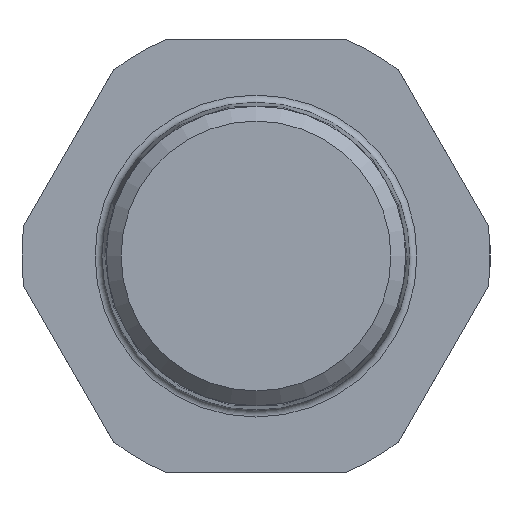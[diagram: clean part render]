
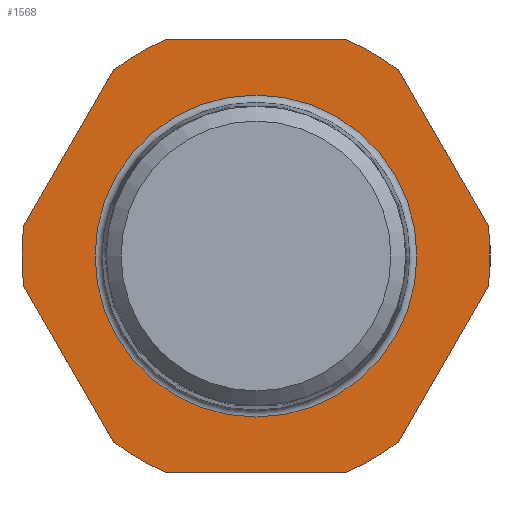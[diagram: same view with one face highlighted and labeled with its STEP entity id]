
A CAD part, left-side view. The second image highlights one B-rep face of the part: STEP entity #1568.
In plain terms, the highlighted planar face has unit normal (-1, 0, 0).
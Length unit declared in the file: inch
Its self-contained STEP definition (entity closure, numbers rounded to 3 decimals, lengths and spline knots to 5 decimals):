
#23=FACE_BOUND('',#386,.T.);
#120=LINE('',#3278,#179);
#123=LINE('',#3304,#182);
#126=LINE('',#3330,#185);
#129=LINE('',#3356,#188);
#132=LINE('',#3374,#191);
#135=LINE('',#3411,#194);
#179=VECTOR('',#2167,0.3937);
#182=VECTOR('',#2172,0.3937);
#185=VECTOR('',#2177,0.3937);
#188=VECTOR('',#2182,0.3937);
#191=VECTOR('',#2187,0.3937);
#194=VECTOR('',#2192,0.3937);
#300=FACE_OUTER_BOUND('',#385,.T.);
#385=EDGE_LOOP('',(#1308,#1309,#1310,#1311,#1312,#1313,#1314,#1315,#1316,
#1317,#1318,#1319));
#386=EDGE_LOOP('',(#1320,#1321));
#495=CIRCLE('',#1766,0.63976);
#497=CIRCLE('',#1769,0.63976);
#498=CIRCLE('',#1771,0.63976);
#501=CIRCLE('',#1775,0.63976);
#502=CIRCLE('',#1777,0.63976);
#508=CIRCLE('',#1785,0.63976);
#509=CIRCLE('',#1786,0.43976);
#510=CIRCLE('',#1787,0.43976);
#648=VERTEX_POINT('',#3275);
#649=VERTEX_POINT('',#3277);
#652=VERTEX_POINT('',#3301);
#653=VERTEX_POINT('',#3303);
#656=VERTEX_POINT('',#3327);
#657=VERTEX_POINT('',#3329);
#660=VERTEX_POINT('',#3353);
#661=VERTEX_POINT('',#3355);
#664=VERTEX_POINT('',#3371);
#665=VERTEX_POINT('',#3373);
#669=VERTEX_POINT('',#3408);
#670=VERTEX_POINT('',#3410);
#673=VERTEX_POINT('',#3437);
#674=VERTEX_POINT('',#3438);
#857=EDGE_CURVE('',#649,#648,#120,.T.);
#861=EDGE_CURVE('',#653,#652,#123,.T.);
#865=EDGE_CURVE('',#657,#656,#126,.T.);
#869=EDGE_CURVE('',#661,#660,#129,.T.);
#873=EDGE_CURVE('',#665,#664,#132,.T.);
#878=EDGE_CURVE('',#670,#669,#135,.T.);
#881=EDGE_CURVE('',#670,#660,#495,.T.);
#883=EDGE_CURVE('',#661,#656,#497,.T.);
#884=EDGE_CURVE('',#653,#664,#498,.T.);
#887=EDGE_CURVE('',#657,#652,#501,.T.);
#888=EDGE_CURVE('',#649,#669,#502,.T.);
#894=EDGE_CURVE('',#665,#648,#508,.T.);
#895=EDGE_CURVE('',#673,#674,#509,.T.);
#896=EDGE_CURVE('',#674,#673,#510,.T.);
#1308=ORIENTED_EDGE('',*,*,#857,.T.);
#1309=ORIENTED_EDGE('',*,*,#894,.F.);
#1310=ORIENTED_EDGE('',*,*,#873,.T.);
#1311=ORIENTED_EDGE('',*,*,#884,.F.);
#1312=ORIENTED_EDGE('',*,*,#861,.T.);
#1313=ORIENTED_EDGE('',*,*,#887,.F.);
#1314=ORIENTED_EDGE('',*,*,#865,.T.);
#1315=ORIENTED_EDGE('',*,*,#883,.F.);
#1316=ORIENTED_EDGE('',*,*,#869,.T.);
#1317=ORIENTED_EDGE('',*,*,#881,.F.);
#1318=ORIENTED_EDGE('',*,*,#878,.T.);
#1319=ORIENTED_EDGE('',*,*,#888,.F.);
#1320=ORIENTED_EDGE('',*,*,#895,.T.);
#1321=ORIENTED_EDGE('',*,*,#896,.T.);
#1408=PLANE('',#1784);
#1568=ADVANCED_FACE('',(#300,#23),#1408,.T.);
#1766=AXIS2_PLACEMENT_3D('',#3415,#2198,#2199);
#1769=AXIS2_PLACEMENT_3D('',#3418,#2204,#2205);
#1771=AXIS2_PLACEMENT_3D('',#3420,#2208,#2209);
#1775=AXIS2_PLACEMENT_3D('',#3424,#2216,#2217);
#1777=AXIS2_PLACEMENT_3D('',#3426,#2220,#2221);
#1784=AXIS2_PLACEMENT_3D('',#3435,#2234,#2235);
#1785=AXIS2_PLACEMENT_3D('',#3436,#2236,#2237);
#1786=AXIS2_PLACEMENT_3D('',#3439,#2238,#2239);
#1787=AXIS2_PLACEMENT_3D('',#3440,#2240,#2241);
#2167=DIRECTION('',(0.,-0.5,-0.866));
#2172=DIRECTION('',(0.,-0.5,0.866));
#2177=DIRECTION('',(0.,0.5,0.866));
#2182=DIRECTION('',(0.,1.,0.));
#2187=DIRECTION('',(0.,-1.,0.));
#2192=DIRECTION('',(0.,0.5,-0.866));
#2198=DIRECTION('center_axis',(1.,0.,0.));
#2199=DIRECTION('ref_axis',(0.,0.,
1.));
#2204=DIRECTION('center_axis',(1.,0.,0.));
#2205=DIRECTION('ref_axis',(0.,0.,
1.));
#2208=DIRECTION('center_axis',(1.,0.,0.));
#2209=DIRECTION('ref_axis',(0.,0.,
1.));
#2216=DIRECTION('center_axis',(1.,0.,0.));
#2217=DIRECTION('ref_axis',(0.,0.,
1.));
#2220=DIRECTION('center_axis',(1.,0.,0.));
#2221=DIRECTION('ref_axis',(0.,0.,
1.));
#2234=DIRECTION('center_axis',(-1.,0.,0.));
#2235=DIRECTION('ref_axis',(0.,0.,
-1.));
#2236=DIRECTION('center_axis',(1.,0.,0.));
#2237=DIRECTION('ref_axis',(0.,0.,
1.));
#2238=DIRECTION('center_axis',(1.,0.,0.));
#2239=DIRECTION('ref_axis',(0.,0.,
1.));
#2240=DIRECTION('center_axis',(1.,0.,0.));
#2241=DIRECTION('ref_axis',(0.,0.,
1.));
#3275=CARTESIAN_POINT('',(-0.80709,0.3884,-0.50837));
#3277=CARTESIAN_POINT('',(-0.80709,0.63446,-0.08218));
#3278=CARTESIAN_POINT('',(-0.80709,0.49298,-0.32724));
#3301=CARTESIAN_POINT('',(-0.80709,-0.63446,-0.08218));
#3303=CARTESIAN_POINT('',(-0.80709,-0.3884,-0.50837));
#3304=CARTESIAN_POINT('',(-0.80709,-0.52989,-0.26331));
#3327=CARTESIAN_POINT('',(-0.80709,-0.3884,0.50837));
#3329=CARTESIAN_POINT('',(-0.80709,-0.63446,0.08218));
#3330=CARTESIAN_POINT('',(-0.80709,-0.65292,0.05021));
#3353=CARTESIAN_POINT('',(-0.80709,0.24606,0.59055));
#3355=CARTESIAN_POINT('',(-0.80709,-0.24606,0.59055));
#3356=CARTESIAN_POINT('',(-0.80709,-0.44291,0.59055));
#3371=CARTESIAN_POINT('',(-0.80709,-0.24606,-0.59055));
#3373=CARTESIAN_POINT('',(-0.80709,0.24606,-0.59055));
#3374=CARTESIAN_POINT('',(-0.80709,-0.19685,-0.59055));
#3408=CARTESIAN_POINT('',(-0.80709,0.63446,0.08218));
#3410=CARTESIAN_POINT('',(-0.80709,0.3884,0.50837));
#3411=CARTESIAN_POINT('',(-0.80709,0.36995,0.54034));
#3415=CARTESIAN_POINT('Origin',(-0.80709,0.,
0.));
#3418=CARTESIAN_POINT('Origin',(-0.80709,0.,
0.));
#3420=CARTESIAN_POINT('Origin',(-0.80709,0.,
0.));
#3424=CARTESIAN_POINT('Origin',(-0.80709,0.,
0.));
#3426=CARTESIAN_POINT('Origin',(-0.80709,0.,
0.));
#3435=CARTESIAN_POINT('Origin',(-0.80709,-0.63976,0.));
#3436=CARTESIAN_POINT('Origin',(-0.80709,0.,
0.));
#3437=CARTESIAN_POINT('',(-0.80709,-0.43976,0.));
#3438=CARTESIAN_POINT('',(-0.80709,0.,-0.43976));
#3439=CARTESIAN_POINT('Origin',(-0.80709,0.,
0.));
#3440=CARTESIAN_POINT('Origin',(-0.80709,0.,
0.));
